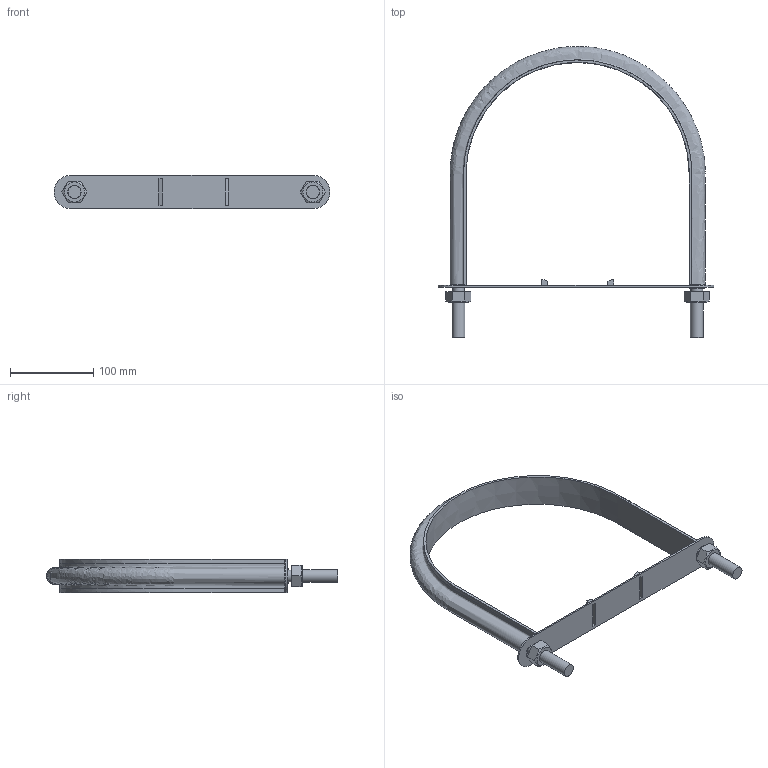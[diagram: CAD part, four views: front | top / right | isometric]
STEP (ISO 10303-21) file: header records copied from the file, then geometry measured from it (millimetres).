
FILE_DESCRIPTION( ( 'STEP AP203' ), '1' );
FILE_NAME( '250A.step', '2022-06-22T01:44:13', ( ' ' ), ( ' ' ), 'XStep 1.0', ' ', ' ' );
FILE_SCHEMA( ( 'CONFIG_CONTROL_DESIGN' ) );
Length unit declared in the file: millimetre
Products named in the file (5): 1; 2; 3; 4; 5
Bounding box: 331 x 349.1 x 40 mm (x, y, z)
Volume: 304806.2 mm3; surface area: 184876.8 mm2
Topology: 5 solids, 5 shells, 93 faces, 208 edges, 132 vertices
Faces by surface type: plane 69, cylinder 12, cone 6, extrusion 3, bspline 3
Full cylindrical faces by diameter (mm): 13.835 x2, 14.2 x2, 15.5 x2, 16 x1, 17.8 x1
Entity records: 4296 total; most frequent: CARTESIAN_POINT 2139, DIRECTION 379, ORIENTED_EDGE 372, EDGE_CURVE 186, AXIS2_PLACEMENT_3D 136, EDGE_LOOP 126, VERTEX_POINT 126, VECTOR 107
